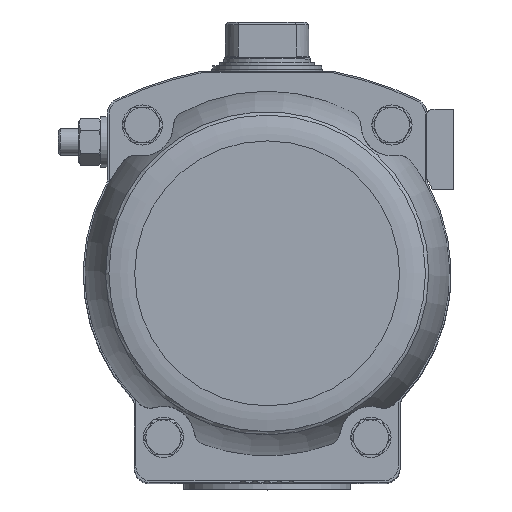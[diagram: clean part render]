
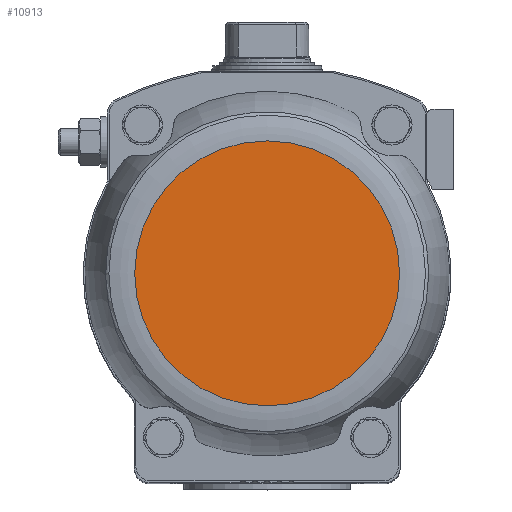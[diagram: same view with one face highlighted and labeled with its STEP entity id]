
A CAD part, top view. The second image highlights one B-rep face of the part: STEP entity #10913.
In plain terms, the highlighted planar face has unit normal (0, 0, 1).
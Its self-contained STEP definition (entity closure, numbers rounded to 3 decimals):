
#437=PLANE('',#12008);
#3889=ORIENTED_EDGE('',*,*,#6230,.T.);
#6230=EDGE_CURVE('',#7550,#7550,#8270,.T.);
#7550=VERTEX_POINT('',#18355);
#8270=CIRCLE('',#12007,79.195);
#8974=EDGE_LOOP('',(#3889));
#9916=FACE_BOUND('',#8974,.T.);
#10913=ADVANCED_FACE('',(#9916),#437,.F.);
#12007=AXIS2_PLACEMENT_3D('',#18354,#14397,#14398);
#12008=AXIS2_PLACEMENT_3D('',#18356,#14399,#14400);
#14397=DIRECTION('',(0.,0.,1.));
#14398=DIRECTION('',(1.,0.,0.));
#14399=DIRECTION('',(0.,0.,-1.));
#14400=DIRECTION('',(-1.,0.,0.));
#18354=CARTESIAN_POINT('',(0.,0.,259.65));
#18355=CARTESIAN_POINT('',(79.195,0.,259.65));
#18356=CARTESIAN_POINT('',(79.195,0.,259.65));
